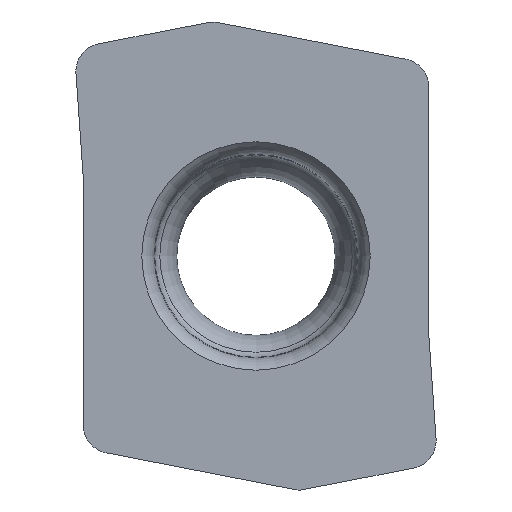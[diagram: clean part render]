
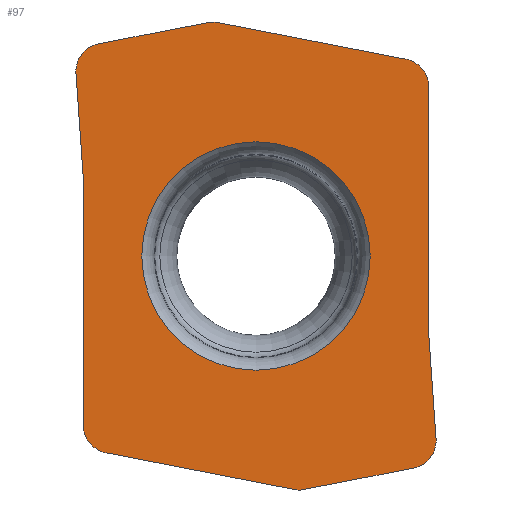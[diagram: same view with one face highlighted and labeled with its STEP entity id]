
A CAD part, top view. The second image highlights one B-rep face of the part: STEP entity #97.
In plain terms, the highlighted planar face has unit normal (0, 0, 1).
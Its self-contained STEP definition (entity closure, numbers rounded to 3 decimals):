
#97=ADVANCED_FACE('',(#153,#154),#136,.T.);
#136=PLANE('',#770);
#146=CIRCLE('',#761,1.586);
#153=FACE_BOUND('',#175,.T.);
#154=FACE_BOUND('',#176,.T.);
#175=EDGE_LOOP('',(#292));
#176=EDGE_LOOP('',(#293,#294,#295,#296,#297,#298,#299,#300,#301,#302,#303,
#304,#305,#306,#307,#308));
#217=ELLIPSE('',#762,0.255,0.25);
#218=ELLIPSE('',#763,0.413,0.4);
#219=ELLIPSE('',#764,0.509,0.5);
#220=ELLIPSE('',#765,0.412,0.4);
#221=ELLIPSE('',#766,0.255,0.25);
#222=ELLIPSE('',#767,0.413,0.4);
#223=ELLIPSE('',#768,0.509,0.5);
#224=ELLIPSE('',#769,0.412,0.4);
#292=ORIENTED_EDGE('',*,*,#554,.F.);
#293=ORIENTED_EDGE('',*,*,#528,.F.);
#294=ORIENTED_EDGE('',*,*,#555,.T.);
#295=ORIENTED_EDGE('',*,*,#530,.F.);
#296=ORIENTED_EDGE('',*,*,#556,.T.);
#297=ORIENTED_EDGE('',*,*,#534,.T.);
#298=ORIENTED_EDGE('',*,*,#557,.T.);
#299=ORIENTED_EDGE('',*,*,#540,.F.);
#300=ORIENTED_EDGE('',*,*,#558,.T.);
#301=ORIENTED_EDGE('',*,*,#544,.F.);
#302=ORIENTED_EDGE('',*,*,#559,.T.);
#303=ORIENTED_EDGE('',*,*,#546,.F.);
#304=ORIENTED_EDGE('',*,*,#560,.T.);
#305=ORIENTED_EDGE('',*,*,#550,.T.);
#306=ORIENTED_EDGE('',*,*,#561,.T.);
#307=ORIENTED_EDGE('',*,*,#524,.F.);
#308=ORIENTED_EDGE('',*,*,#562,.T.);
#458=VERTEX_POINT('',#1154);
#459=VERTEX_POINT('',#1156);
#462=VERTEX_POINT('',#1163);
#463=VERTEX_POINT('',#1165);
#464=VERTEX_POINT('',#1169);
#465=VERTEX_POINT('',#1170);
#468=VERTEX_POINT('',#1178);
#469=VERTEX_POINT('',#1179);
#474=VERTEX_POINT('',#1190);
#475=VERTEX_POINT('',#1192);
#478=VERTEX_POINT('',#1199);
#479=VERTEX_POINT('',#1201);
#480=VERTEX_POINT('',#1205);
#481=VERTEX_POINT('',#1206);
#484=VERTEX_POINT('',#1214);
#485=VERTEX_POINT('',#1215);
#488=VERTEX_POINT('',#1223);
#524=EDGE_CURVE('',#458,#459,#613,.T.);
#528=EDGE_CURVE('',#462,#463,#617,.T.);
#530=EDGE_CURVE('',#464,#465,#619,.T.);
#534=EDGE_CURVE('',#468,#469,#623,.T.);
#540=EDGE_CURVE('',#474,#475,#629,.T.);
#544=EDGE_CURVE('',#478,#479,#633,.T.);
#546=EDGE_CURVE('',#480,#481,#635,.T.);
#550=EDGE_CURVE('',#484,#485,#639,.T.);
#554=EDGE_CURVE('',#488,#488,#146,.T.);
#555=EDGE_CURVE('',#462,#465,#217,.T.);
#556=EDGE_CURVE('',#464,#468,#218,.T.);
#557=EDGE_CURVE('',#469,#475,#219,.T.);
#558=EDGE_CURVE('',#474,#479,#220,.T.);
#559=EDGE_CURVE('',#478,#481,#221,.T.);
#560=EDGE_CURVE('',#480,#484,#222,.T.);
#561=EDGE_CURVE('',#485,#459,#223,.T.);
#562=EDGE_CURVE('',#458,#463,#224,.T.);
#613=LINE('',#1155,#665);
#617=LINE('',#1164,#669);
#619=LINE('',#1168,#671);
#623=LINE('',#1177,#675);
#629=LINE('',#1191,#681);
#633=LINE('',#1200,#685);
#635=LINE('',#1204,#687);
#639=LINE('',#1213,#691);
#665=VECTOR('',#852,1.);
#669=VECTOR('',#858,1.);
#671=VECTOR('',#862,1.);
#675=VECTOR('',#868,1.);
#681=VECTOR('',#876,1.);
#685=VECTOR('',#882,1.);
#687=VECTOR('',#886,1.);
#691=VECTOR('',#892,1.);
#761=AXIS2_PLACEMENT_3D('',#1222,#898,#899);
#762=AXIS2_PLACEMENT_3D('',#1224,#900,#901);
#763=AXIS2_PLACEMENT_3D('',#1225,#902,#903);
#764=AXIS2_PLACEMENT_3D('',#1226,#904,#905);
#765=AXIS2_PLACEMENT_3D('',#1227,#906,#907);
#766=AXIS2_PLACEMENT_3D('',#1228,#908,#909);
#767=AXIS2_PLACEMENT_3D('',#1229,#910,#911);
#768=AXIS2_PLACEMENT_3D('',#1230,#912,#913);
#769=AXIS2_PLACEMENT_3D('',#1231,#914,#915);
#770=AXIS2_PLACEMENT_3D('',#1232,#916,#917);
#852=DIRECTION('',(0.,1.,0.));
#858=DIRECTION('',(-0.982,0.191,0.));
#862=DIRECTION('',(-0.982,-0.191,0.));
#868=DIRECTION('',(-0.07,0.998,0.));
#876=DIRECTION('',(0.,-1.,0.));
#882=DIRECTION('',(0.982,-0.191,0.));
#886=DIRECTION('',(0.982,0.191,0.));
#892=DIRECTION('',(0.07,-0.998,0.));
#898=DIRECTION('',(0.,0.,1.));
#899=DIRECTION('',(-1.,0.,0.));
#900=DIRECTION('',(0.,0.,1.));
#901=DIRECTION('',(0.,-1.,0.));
#902=DIRECTION('',(0.,0.,1.));
#903=DIRECTION('',(0.793,-0.609,0.));
#904=DIRECTION('',(0.,0.,-1.));
#905=DIRECTION('',(-0.999,-0.035,0.));
#906=DIRECTION('',(0.,0.,1.));
#907=DIRECTION('',(0.772,0.636,0.));
#908=DIRECTION('',(0.,0.,1.));
#909=DIRECTION('',(0.,1.,0.));
#910=DIRECTION('',(0.,0.,1.));
#911=DIRECTION('',(-0.793,0.609,0.));
#912=DIRECTION('',(0.,0.,-1.));
#913=DIRECTION('',(0.999,0.035,0.));
#914=DIRECTION('',(0.,0.,1.));
#915=DIRECTION('',(-0.772,-0.636,0.));
#916=DIRECTION('',(0.,0.,1.));
#917=DIRECTION('',(1.,0.,0.));
#1154=CARTESIAN_POINT('',(-2.4,-2.348,0.));
#1155=CARTESIAN_POINT('',(-2.4,0.,0.));
#1156=CARTESIAN_POINT('',(-2.4,1.083,0.));
#1163=CARTESIAN_POINT('',(0.553,-3.246,0.));
#1164=CARTESIAN_POINT('',(-0.588,-3.024,0.));
#1165=CARTESIAN_POINT('',(-2.082,-2.734,0.));
#1168=CARTESIAN_POINT('',(0.632,-3.249,0.));
#1169=CARTESIAN_POINT('',(2.184,-2.947,0.));
#1170=CARTESIAN_POINT('',(0.647,-3.246,0.));
#1177=CARTESIAN_POINT('',(2.312,0.162,0.));
#1178=CARTESIAN_POINT('',(2.5,-2.535,0.));
#1179=CARTESIAN_POINT('',(2.401,-1.117,0.));
#1190=CARTESIAN_POINT('',(2.4,2.348,0.));
#1191=CARTESIAN_POINT('',(2.4,0.,0.));
#1192=CARTESIAN_POINT('',(2.4,-1.083,0.));
#1199=CARTESIAN_POINT('',(-0.553,3.246,0.));
#1200=CARTESIAN_POINT('',(0.588,3.024,0.));
#1201=CARTESIAN_POINT('',(2.082,2.734,0.));
#1204=CARTESIAN_POINT('',(-0.632,3.249,0.));
#1205=CARTESIAN_POINT('',(-2.184,2.947,0.));
#1206=CARTESIAN_POINT('',(-0.647,3.246,0.));
#1213=CARTESIAN_POINT('',(-2.312,-0.162,0.));
#1214=CARTESIAN_POINT('',(-2.5,2.535,0.));
#1215=CARTESIAN_POINT('',(-2.401,1.117,0.));
#1222=CARTESIAN_POINT('',(0.,0.,0.));
#1223=CARTESIAN_POINT('',(-1.586,0.,0.));
#1224=CARTESIAN_POINT('',(0.6,-2.996,0.));
#1225=CARTESIAN_POINT('',(2.093,-2.55,0.));
#1226=CARTESIAN_POINT('',(2.909,-1.082,0.));
#1227=CARTESIAN_POINT('',(1.993,2.336,0.));
#1228=CARTESIAN_POINT('',(-0.6,2.996,0.));
#1229=CARTESIAN_POINT('',(-2.093,2.55,0.));
#1230=CARTESIAN_POINT('',(-2.909,1.082,0.));
#1231=CARTESIAN_POINT('',(-1.993,-2.336,0.));
#1232=CARTESIAN_POINT('',(0.,0.,0.));
